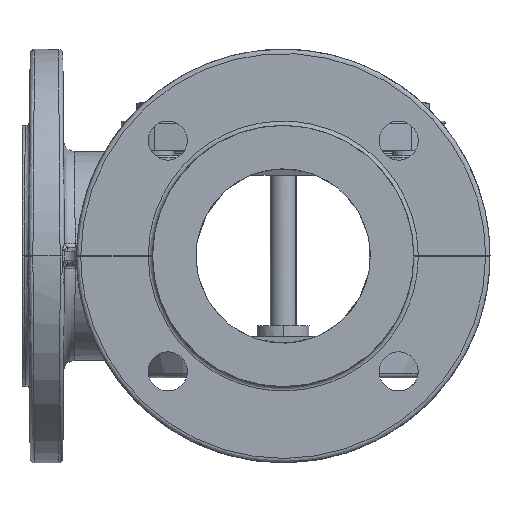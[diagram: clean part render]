
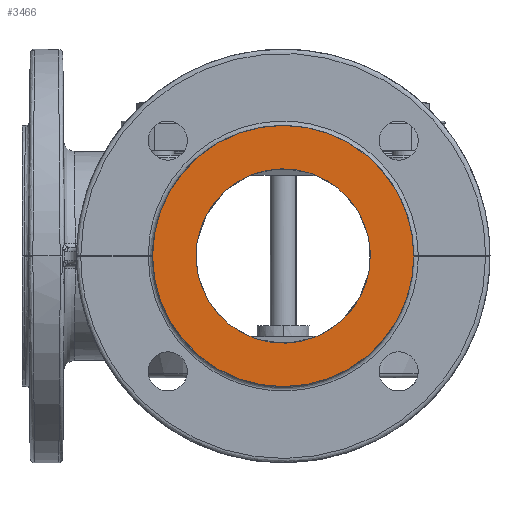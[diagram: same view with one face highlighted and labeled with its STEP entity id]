
A CAD part, left-side view. The second image highlights one B-rep face of the part: STEP entity #3466.
In plain terms, the highlighted planar face has unit normal (-1, 0, 0).
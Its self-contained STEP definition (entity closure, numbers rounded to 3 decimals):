
#1035=CARTESIAN_POINT('Vertex',(-120.,35.138,19.196)) ;
#1038=CARTESIAN_POINT('Axis2P3D Location',(-120.,0.,0.)) ;
#1042=CARTESIAN_POINT('Vertex',(-120.,-35.138,-19.196)) ;
#1124=CARTESIAN_POINT('Axis2P3D Location',(-120.,0.,0.)) ;
#3439=CARTESIAN_POINT('Axis2P3D Location',(-120.,120.,0.)) ;
#3444=CARTESIAN_POINT('Axis2P3D Location',(-120.,0.,0.)) ;
#3448=CARTESIAN_POINT('Vertex',(-120.,-60.,0.)) ;
#3450=CARTESIAN_POINT('Vertex',(-120.,60.,0.)) ;
#3453=CARTESIAN_POINT('Axis2P3D Location',(-120.,0.,0.)) ;
#1039=DIRECTION('Axis2P3D Direction',(1.,0.,0.)) ;
#1125=DIRECTION('Axis2P3D Direction',(1.,0.,0.)) ;
#3440=DIRECTION('Axis2P3D Direction',(1.,0.,0.)) ;
#3441=DIRECTION('Axis2P3D XDirection',(0.,-1.,0.)) ;
#3445=DIRECTION('Axis2P3D Direction',(1.,0.,0.)) ;
#3454=DIRECTION('Axis2P3D Direction',(1.,0.,0.)) ;
#1040=AXIS2_PLACEMENT_3D('Circle Axis2P3D',#1038,#1039,$) ;
#1126=AXIS2_PLACEMENT_3D('Circle Axis2P3D',#1124,#1125,$) ;
#3442=AXIS2_PLACEMENT_3D('Plane Axis2P3D',#3439,#3440,#3441) ;
#3446=AXIS2_PLACEMENT_3D('Circle Axis2P3D',#3444,#3445,$) ;
#3455=AXIS2_PLACEMENT_3D('Circle Axis2P3D',#3453,#3454,$) ;
#3459=ORIENTED_EDGE('',*,*,#3452,.F.) ;
#3460=ORIENTED_EDGE('',*,*,#3457,.F.) ;
#3463=ORIENTED_EDGE('',*,*,#1044,.T.) ;
#3464=ORIENTED_EDGE('',*,*,#1128,.T.) ;
#3465=FACE_BOUND('',#3462,.T.) ;
#3466=ADVANCED_FACE('Body.2',(#3461,#3465),#3443,.F.) ;
#1041=CIRCLE('generated circle',#1040,40.04) ;
#1127=CIRCLE('generated circle',#1126,40.04) ;
#3447=CIRCLE('generated circle',#3446,60.) ;
#3456=CIRCLE('generated circle',#3455,60.) ;
#1044=EDGE_CURVE('',#1043,#1036,#1041,.T.) ;
#1128=EDGE_CURVE('',#1036,#1043,#1127,.T.) ;
#3452=EDGE_CURVE('',#3449,#3451,#3447,.T.) ;
#3457=EDGE_CURVE('',#3451,#3449,#3456,.T.) ;
#3458=EDGE_LOOP('',(#3459,#3460)) ;
#3462=EDGE_LOOP('',(#3463,#3464)) ;
#3461=FACE_OUTER_BOUND('',#3458,.T.) ;
#3443=PLANE('',#3442) ;
#1036=VERTEX_POINT('',#1035) ;
#1043=VERTEX_POINT('',#1042) ;
#3449=VERTEX_POINT('',#3448) ;
#3451=VERTEX_POINT('',#3450) ;
